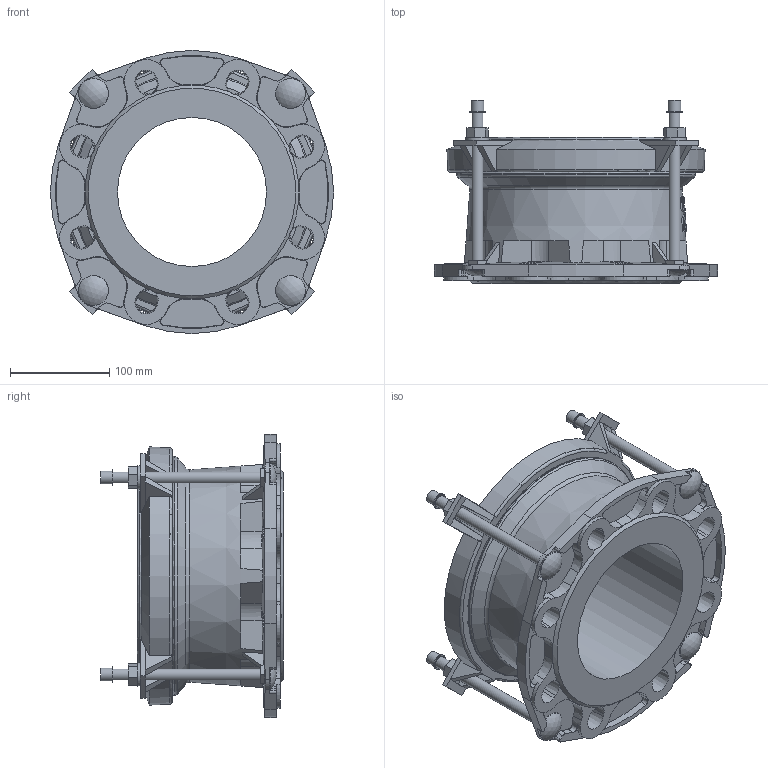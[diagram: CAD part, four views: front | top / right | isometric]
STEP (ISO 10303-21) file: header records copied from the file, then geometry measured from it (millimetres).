
FILE_DESCRIPTION (( 'STEP AP203' ), '1' );
FILE_NAME ('O_603_A_DN150_176-201mm_STEP.STEP', '2015-04-13T07:48:33', ( 'ken' ), ( '' ), 'SwSTEP 2.0', 'SolidWorks 2012', '' );
FILE_SCHEMA (( 'CONFIG_CONTROL_DESIGN' ));
Length unit declared in the file: millimetre
Products named in the file (1): O_603_A_DN150_176-201mm_STEP
Bounding box: 285 x 184 x 285 mm (x, y, z)
Volume: 3648201.4 mm3; surface area: 363301 mm2
Topology: 1 solids, 1 shells, 499 faces, 1428 edges, 923 vertices
Faces by surface type: plane 298, cone 96, cylinder 93, torus 8, sphere 4
Full cylindrical faces by diameter (mm): 12 x8, 13 x4, 16 x4, 24 x4, 30 x4, 150 x1, 214 x1, 241 x1
Entity records: 17498 total; most frequent: CARTESIAN_POINT 4791, ORIENTED_EDGE 2756, DIRECTION 2487, EDGE_CURVE 1378, VERTEX_POINT 909, AXIS2_PLACEMENT_3D 903, LINE 681, VECTOR 681
